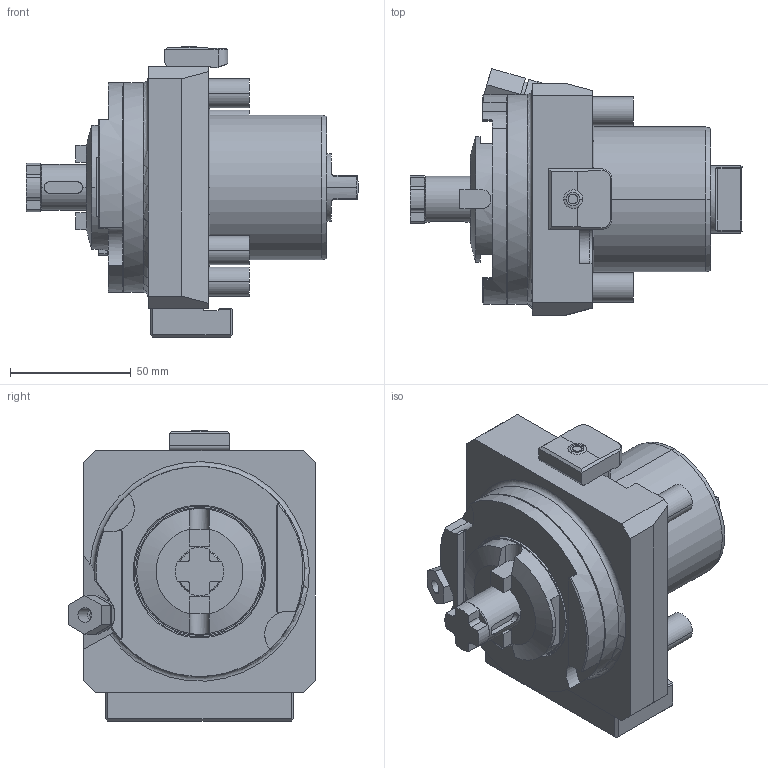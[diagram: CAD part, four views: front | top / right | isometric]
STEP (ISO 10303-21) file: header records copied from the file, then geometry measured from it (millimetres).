
FILE_DESCRIPTION((''),'2;1');
FILE_NAME('OKU0791919_CONF','2024-11-25T08:43:00',('fpalella'),('M.T. srl'),'CREO PARAMETRIC BY PTC INC, 2023352','CREO PARAMETRIC BY PTC INC, 2023352','');
FILE_SCHEMA(('CONFIG_CONTROL_DESIGN'));
Length unit declared in the file: millimetre
Products named in the file (1): OKU0791919_CONF
Bounding box: 137.55 x 102.21 x 120.25 mm (x, y, z)
Volume: 538475.3 mm3; surface area: 69297.6 mm2
Topology: 1 solids, 1 shells, 316 faces, 797 edges, 511 vertices
Faces by surface type: plane 191, cylinder 87, torus 21, cone 15, extrusion 2
Entity records: 9981 total; most frequent: CARTESIAN_POINT 2265, DIRECTION 1599, ORIENTED_EDGE 1594, EDGE_CURVE 797, AXIS2_PLACEMENT_3D 549, VERTEX_POINT 511, VECTOR 501, LINE 499
